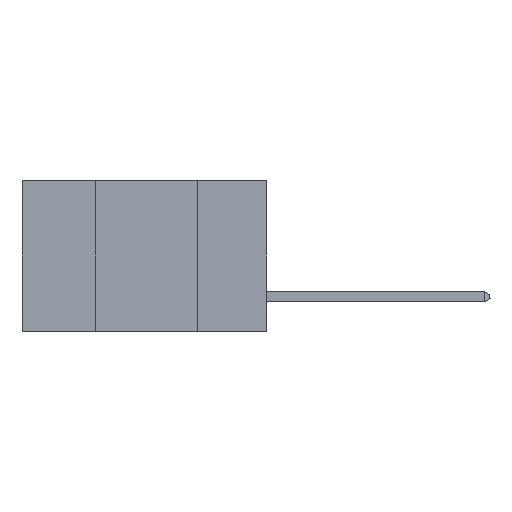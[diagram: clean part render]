
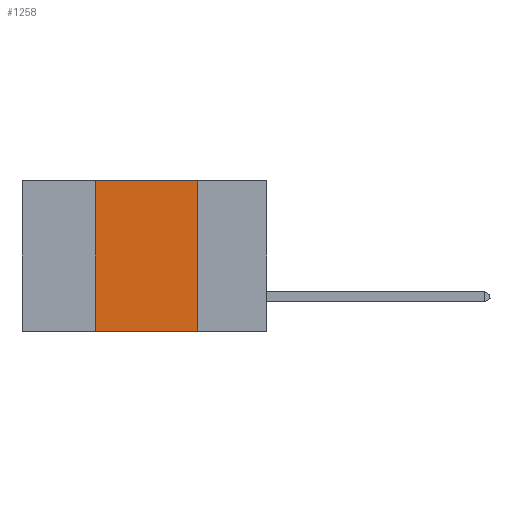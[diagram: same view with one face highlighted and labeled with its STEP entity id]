
A CAD part, left-side view. The second image highlights one B-rep face of the part: STEP entity #1258.
In plain terms, the highlighted planar face has unit normal (-1, 0, 0).
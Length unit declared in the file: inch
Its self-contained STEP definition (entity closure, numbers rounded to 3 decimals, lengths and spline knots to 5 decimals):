
#573 = VERTEX_POINT ( 'NONE', #7139 ) ;
#749 = DIRECTION ( 'NONE',  ( 0., -1., 0. ) ) ;
#1078 = EDGE_CURVE ( 'NONE', #573, #1173, #3155, .T. ) ;
#1173 = VERTEX_POINT ( 'NONE', #7904 ) ;
#1258 = ADVANCED_FACE ( 'NONE', ( #2888 ), #7239, .F. ) ;
#1481 = VECTOR ( 'NONE', #749, 39.37008 ) ;
#1750 = CARTESIAN_POINT ( 'NONE',  ( 0., 0.17, 0. ) ) ;
#1938 = EDGE_LOOP ( 'NONE', ( #2836, #9559, #6765, #3429 ) ) ;
#2080 = AXIS2_PLACEMENT_3D ( 'NONE', #5741, #4975, #8148 ) ;
#2520 = LINE ( 'NONE', #5291, #3402 ) ;
#2836 = ORIENTED_EDGE ( 'NONE', *, *, #4478, .F. ) ;
#2888 = FACE_OUTER_BOUND ( 'NONE', #1938, .T. ) ;
#3155 = LINE ( 'NONE', #9572, #4819 ) ;
#3358 = DIRECTION ( 'NONE',  ( 0., 0., 1. ) ) ;
#3402 = VECTOR ( 'NONE', #9312, 39.37008 ) ;
#3429 = ORIENTED_EDGE ( 'NONE', *, *, #7518, .T. ) ;
#4267 = VERTEX_POINT ( 'NONE', #6177 ) ;
#4478 = EDGE_CURVE ( 'NONE', #8665, #4267, #9419, .T. ) ;
#4819 = VECTOR ( 'NONE', #3358, 39.37008 ) ;
#4975 = DIRECTION ( 'NONE',  ( 1., 0., 0. ) ) ;
#5291 = CARTESIAN_POINT ( 'NONE',  ( 0., 0.6, -0.37 ) ) ;
#5741 = CARTESIAN_POINT ( 'NONE',  ( 0., 0.6, 0. ) ) ;
#6177 = CARTESIAN_POINT ( 'NONE',  ( 0., 0.17, -0.37 ) ) ;
#6436 = CARTESIAN_POINT ( 'NONE',  ( 0., 0.17, 0. ) ) ;
#6765 = ORIENTED_EDGE ( 'NONE', *, *, #1078, .F. ) ;
#7139 = CARTESIAN_POINT ( 'NONE',  ( 0., 0.42, -0.37 ) ) ;
#7239 = PLANE ( 'NONE',  #2080 ) ;
#7288 = DIRECTION ( 'NONE',  ( 0., 0., -1. ) ) ;
#7518 = EDGE_CURVE ( 'NONE', #573, #4267, #2520, .T. ) ;
#7540 = VECTOR ( 'NONE', #7288, 39.37008 ) ;
#7904 = CARTESIAN_POINT ( 'NONE',  ( 0., 0.42, 0. ) ) ;
#7953 = LINE ( 'NONE', #8964, #1481 ) ;
#8148 = DIRECTION ( 'NONE',  ( 0., 0., -1. ) ) ;
#8665 = VERTEX_POINT ( 'NONE', #1750 ) ;
#8964 = CARTESIAN_POINT ( 'NONE',  ( 0., 0.6, 0. ) ) ;
#8982 = EDGE_CURVE ( 'NONE', #1173, #8665, #7953, .T. ) ;
#9312 = DIRECTION ( 'NONE',  ( 0., -1., 0. ) ) ;
#9419 = LINE ( 'NONE', #6436, #7540 ) ;
#9559 = ORIENTED_EDGE ( 'NONE', *, *, #8982, .F. ) ;
#9572 = CARTESIAN_POINT ( 'NONE',  ( 0., 0.42, 0. ) ) ;
